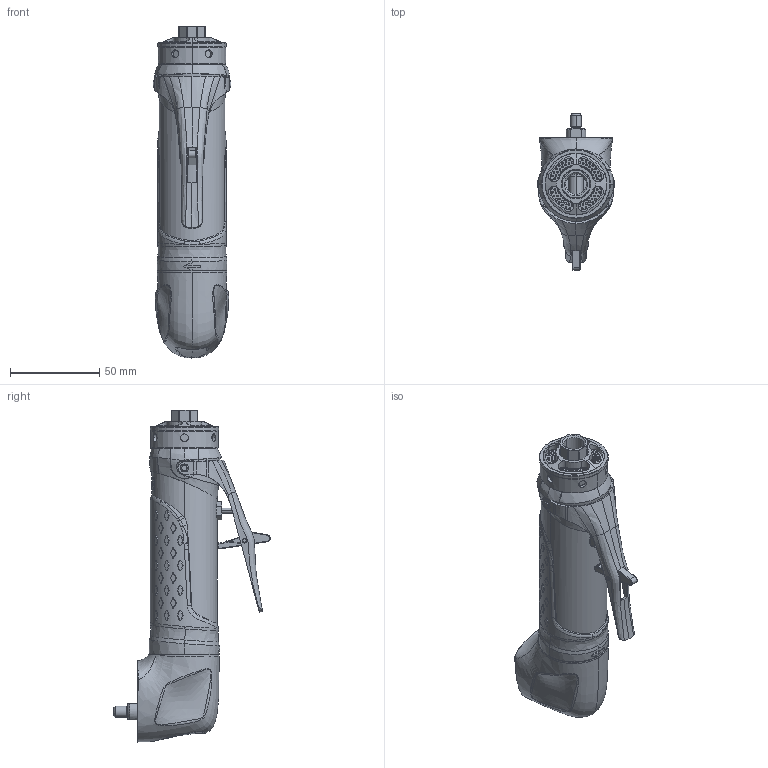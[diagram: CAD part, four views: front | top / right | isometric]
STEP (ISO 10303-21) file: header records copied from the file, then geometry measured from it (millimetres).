
FILE_DESCRIPTION((''),'2;1');
FILE_NAME('8423011144_ASM','2012-07-10T',('tooextcsr'),(''),'PRO/ENGINEER BY PARAMETRIC TECHNOLOGY CORPORATION, 2011410','PRO/ENGINEER BY PARAMETRIC TECHNOLOGY CORPORATION, 2011410','');
FILE_SCHEMA(('CONFIG_CONTROL_DESIGN', 'GEOMETRIC_VALIDATION_PROPERTIES_MIM'));
Products named in the file (18): 4150216101; 4150216000; 4150216301; 4150222700; 0106617900; 6156810850; 4150216381_ASM; 4150217600; 4150217801; 4150222900; 4150216201_GUMMI; 4150223303; 4150223385_ASM; 4150219601; 4150217700; 4110162185_ASM; 4150223100; 8423011144_ASM
Assembly tree (17 placements, depth 3):
  8423011144_ASM
    4150216101
    4150216000
    4150216381_ASM
      4150216301
      4150222700
      0106617900
      6156810850
    4150217600
    4150217801
    4150222900
    4150216201_GUMMI
    4150223385_ASM
      4150223303
    4150219601
    4110162185_ASM
      4150217700
    4150223100
Bounding box: 43.6 x 87.79 x 186.18 mm (x, y, z)
Volume: 53778 mm3; surface area: 62992.4 mm2
Topology: 14 solids, 16 shells, 1660 faces, 4399 edges, 2848 vertices
Faces by surface type: bspline 588, cylinder 497, plane 321, extrusion 116, cone 77, torus 54, revolution 7
Entity records: 109690 total; most frequent: CARTESIAN_POINT 59154, ORIENTED_EDGE 8780, DIRECTION 5883, EDGE_CURVE 4395, PRESENTATION_STYLE_ASSIGNMENT 3713, STYLED_ITEM 3606, CURVE_STYLE 3575, VERTEX_POINT 2848
